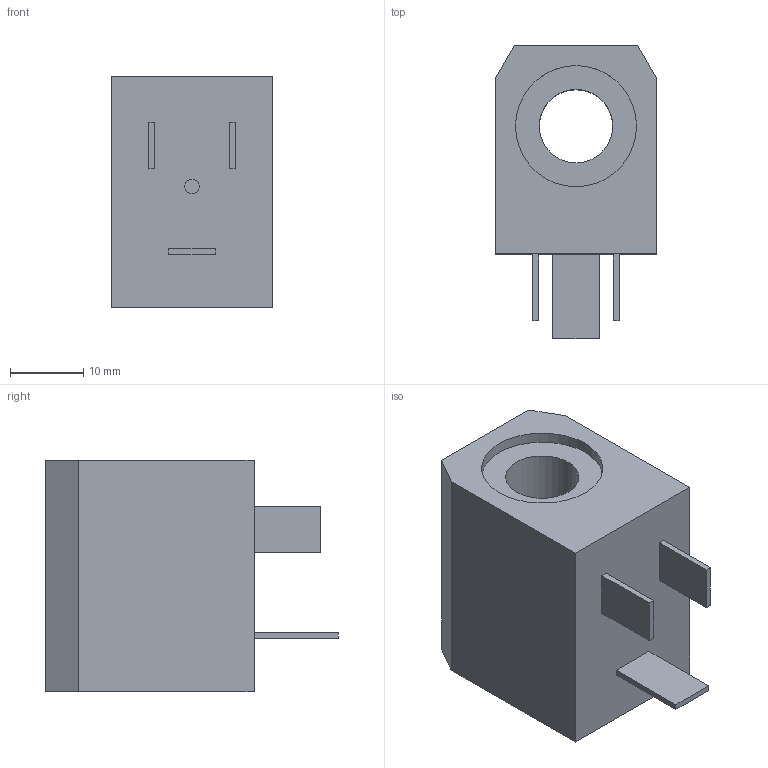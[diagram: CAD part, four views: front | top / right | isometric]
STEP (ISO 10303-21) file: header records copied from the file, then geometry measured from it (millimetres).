
FILE_DESCRIPTION(/* description */ (''),/* implementation_level */ '2;1');
FILE_NAME(/* name */ 'DA-0050_51_106_108_124.stp',/* time_stamp */ '2016-11-25T09:35:24+01:00',/* author */ ('Boceda'),/* organization */ (''),/* preprocessor_version */ 'ST-DEVELOPER v16.5',/* originating_system */ 'Autodesk Inventor 2017',/* authorisation */ '');
FILE_SCHEMA (('CONFIG_CONTROL_DESIGN'));
Length unit declared in the file: millimetre
Products named in the file (1): BOBINA U1
Bounding box: 22 x 39.9 x 31.5 mm (x, y, z)
Volume: 16576.5 mm3; surface area: 5609.7 mm2
Topology: 1 solids, 1 shells, 30 faces, 66 edges, 44 vertices
Faces by surface type: plane 26, cylinder 4
Full cylindrical faces by diameter (mm): 2 x1, 10 x1, 16.5 x2
Entity records: 851 total; most frequent: CARTESIAN_POINT 137, DIRECTION 132, ORIENTED_EDGE 124, EDGE_CURVE 62, LINE 54, VECTOR 54, VERTEX_POINT 44, EDGE_LOOP 42
